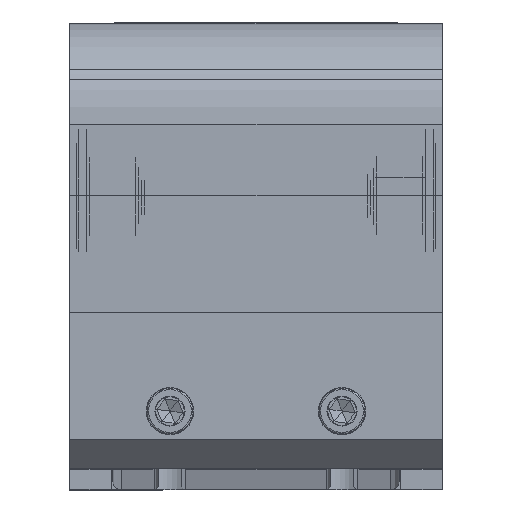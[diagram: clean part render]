
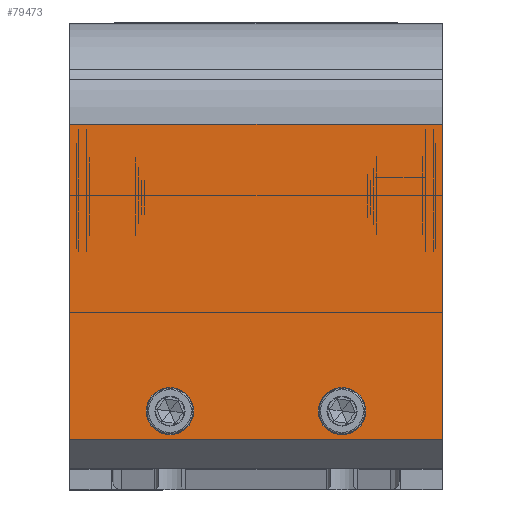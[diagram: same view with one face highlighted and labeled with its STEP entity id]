
A CAD part, top view. The second image highlights one B-rep face of the part: STEP entity #79473.
In plain terms, the highlighted planar face has unit normal (0, 0, 1).
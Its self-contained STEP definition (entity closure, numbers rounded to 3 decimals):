
#3889 = DIRECTION ( 'NONE',  ( 1., 0., 0. ) ) ;
#4961 = AXIS2_PLACEMENT_3D ( 'NONE', #143347, #167013, #138022 ) ;
#6231 = ORIENTED_EDGE ( 'NONE', *, *, #131523, .F. ) ;
#9118 = CIRCLE ( 'NONE', #298234, 8.25 ) ;
#10194 = VERTEX_POINT ( 'NONE', #32187 ) ;
#19348 = ORIENTED_EDGE ( 'NONE', *, *, #350549, .T. ) ;
#21881 = CARTESIAN_POINT ( 'NONE',  ( 113.467, 207.762, 762.525 ) ) ;
#23440 = CARTESIAN_POINT ( 'NONE',  ( 208.467, 197.762, 762.525 ) ) ;
#27140 = LINE ( 'NONE', #137510, #238777 ) ;
#29422 = FACE_BOUND ( 'NONE', #220772, .T. ) ;
#32187 = CARTESIAN_POINT ( 'NONE',  ( 165.217, 207.762, 762.525 ) ) ;
#34801 = FACE_OUTER_BOUND ( 'NONE', #176098, .T. ) ;
#35573 = VERTEX_POINT ( 'NONE', #113152 ) ;
#45640 = EDGE_CURVE ( 'NONE', #48956, #235843, #236949, .T. ) ;
#48956 = VERTEX_POINT ( 'NONE', #298249 ) ;
#51024 = DIRECTION ( 'NONE',  ( 0., -1., 0. ) ) ;
#54839 = PLANE ( 'NONE',  #4961 ) ;
#57094 = EDGE_CURVE ( 'NONE', #88509, #58188, #93652, .T. ) ;
#58188 = VERTEX_POINT ( 'NONE', #279959 ) ;
#68507 = DIRECTION ( 'NONE',  ( 0., 0., 1. ) ) ;
#69077 = DIRECTION ( 'NONE',  ( 0., 0., 1. ) ) ;
#70472 = AXIS2_PLACEMENT_3D ( 'NONE', #222821, #308016, #286050 ) ;
#76732 = VECTOR ( 'NONE', #318646, 1000. ) ;
#79473 = ADVANCED_FACE ( 'NONE', ( #29422, #170554, #34801 ), #54839, .F. ) ;
#88509 = VERTEX_POINT ( 'NONE', #127408 ) ;
#90024 = EDGE_CURVE ( 'NONE', #10194, #35573, #342198, .T. ) ;
#93652 = CIRCLE ( 'NONE', #70472, 8.25 ) ;
#107486 = AXIS2_PLACEMENT_3D ( 'NONE', #21881, #354913, #268071 ) ;
#113152 = CARTESIAN_POINT ( 'NONE',  ( 181.717, 207.762, 762.525 ) ) ;
#113459 = VECTOR ( 'NONE', #51024, 1000. ) ;
#115286 = ORIENTED_EDGE ( 'NONE', *, *, #45640, .T. ) ;
#124978 = ORIENTED_EDGE ( 'NONE', *, *, #344502, .F. ) ;
#127408 = CARTESIAN_POINT ( 'NONE',  ( 121.717, 207.762, 762.525 ) ) ;
#131523 = EDGE_CURVE ( 'NONE', #295076, #222320, #331452, .T. ) ;
#137510 = CARTESIAN_POINT ( 'NONE',  ( 208.467, 307.762, 762.525 ) ) ;
#137716 = EDGE_CURVE ( 'NONE', #35573, #10194, #9118, .T. ) ;
#138022 = DIRECTION ( 'NONE',  ( -1., 0., 0. ) ) ;
#140375 = ORIENTED_EDGE ( 'NONE', *, *, #57094, .F. ) ;
#143347 = CARTESIAN_POINT ( 'NONE',  ( 208.467, 197.762, 762.525 ) ) ;
#150882 = ORIENTED_EDGE ( 'NONE', *, *, #137716, .F. ) ;
#152364 = CARTESIAN_POINT ( 'NONE',  ( 173.467, 207.762, 762.525 ) ) ;
#163173 = AXIS2_PLACEMENT_3D ( 'NONE', #152364, #69077, #210109 ) ;
#167013 = DIRECTION ( 'NONE',  ( 0., 0., -1. ) ) ;
#170554 = FACE_BOUND ( 'NONE', #312785, .T. ) ;
#171384 = ORIENTED_EDGE ( 'NONE', *, *, #186963, .F. ) ;
#172522 = ORIENTED_EDGE ( 'NONE', *, *, #90024, .F. ) ;
#176098 = EDGE_LOOP ( 'NONE', ( #115286, #124978, #6231, #19348 ) ) ;
#180379 = CARTESIAN_POINT ( 'NONE',  ( 208.467, 197.762, 762.525 ) ) ;
#186963 = EDGE_CURVE ( 'NONE', #58188, #88509, #263590, .T. ) ;
#193523 = DIRECTION ( 'NONE',  ( -1., 0., 0. ) ) ;
#210109 = DIRECTION ( 'NONE',  ( 1., 0., 0. ) ) ;
#220205 = VECTOR ( 'NONE', #267713, 1000. ) ;
#220772 = EDGE_LOOP ( 'NONE', ( #140375, #171384 ) ) ;
#222320 = VERTEX_POINT ( 'NONE', #180379 ) ;
#222821 = CARTESIAN_POINT ( 'NONE',  ( 113.467, 207.762, 762.525 ) ) ;
#235843 = VERTEX_POINT ( 'NONE', #261118 ) ;
#236949 = LINE ( 'NONE', #318466, #220205 ) ;
#238777 = VECTOR ( 'NONE', #193523, 1000. ) ;
#246313 = CARTESIAN_POINT ( 'NONE',  ( 208.467, 197.762, 762.525 ) ) ;
#261118 = CARTESIAN_POINT ( 'NONE',  ( 78.467, 197.762, 762.525 ) ) ;
#263590 = CIRCLE ( 'NONE', #107486, 8.25 ) ;
#264324 = LINE ( 'NONE', #23440, #76732 ) ;
#267713 = DIRECTION ( 'NONE',  ( 0., -1., 0. ) ) ;
#268071 = DIRECTION ( 'NONE',  ( 1., 0., 0. ) ) ;
#279959 = CARTESIAN_POINT ( 'NONE',  ( 105.217, 207.762, 762.525 ) ) ;
#286050 = DIRECTION ( 'NONE',  ( 1., 0., 0. ) ) ;
#295076 = VERTEX_POINT ( 'NONE', #348075 ) ;
#298234 = AXIS2_PLACEMENT_3D ( 'NONE', #345446, #68507, #3889 ) ;
#298249 = CARTESIAN_POINT ( 'NONE',  ( 78.467, 307.762, 762.525 ) ) ;
#308016 = DIRECTION ( 'NONE',  ( 0., 0., 1. ) ) ;
#312785 = EDGE_LOOP ( 'NONE', ( #150882, #172522 ) ) ;
#318466 = CARTESIAN_POINT ( 'NONE',  ( 78.467, 197.762, 762.525 ) ) ;
#318646 = DIRECTION ( 'NONE',  ( -1., 0., 0. ) ) ;
#331452 = LINE ( 'NONE', #246313, #113459 ) ;
#342198 = CIRCLE ( 'NONE', #163173, 8.25 ) ;
#344502 = EDGE_CURVE ( 'NONE', #222320, #235843, #264324, .T. ) ;
#345446 = CARTESIAN_POINT ( 'NONE',  ( 173.467, 207.762, 762.525 ) ) ;
#348075 = CARTESIAN_POINT ( 'NONE',  ( 208.467, 307.762, 762.525 ) ) ;
#350549 = EDGE_CURVE ( 'NONE', #295076, #48956, #27140, .T. ) ;
#354913 = DIRECTION ( 'NONE',  ( 0., 0., 1. ) ) ;
